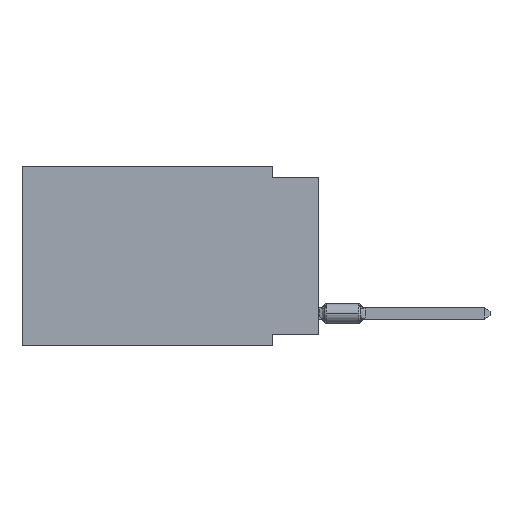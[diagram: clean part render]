
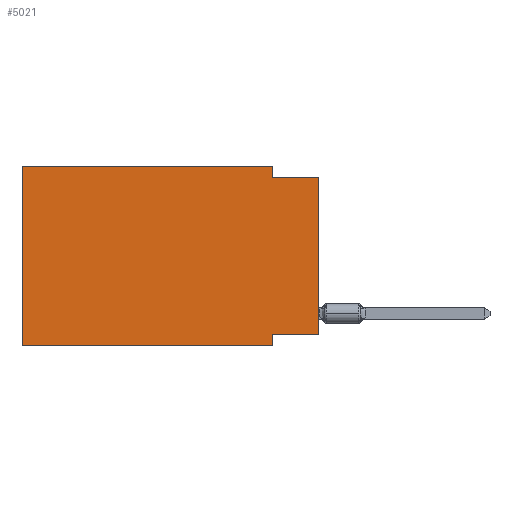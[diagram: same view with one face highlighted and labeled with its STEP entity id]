
A CAD part, left-side view. The second image highlights one B-rep face of the part: STEP entity #5021.
In plain terms, the highlighted planar face has unit normal (-1, 0, 0).
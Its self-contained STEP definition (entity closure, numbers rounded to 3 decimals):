
#34 = VERTEX_POINT ( 'NONE', #5687 ) ;
#616 = FACE_OUTER_BOUND ( 'NONE', #15116, .T. ) ;
#759 = ORIENTED_EDGE ( 'NONE', *, *, #14602, .T. ) ;
#1297 = CARTESIAN_POINT ( 'NONE',  ( 0., 16.383, 0. ) ) ;
#1306 = DIRECTION ( 'NONE',  ( 0., 0., -1. ) ) ;
#1436 = DIRECTION ( 'NONE',  ( 0., -1., 0. ) ) ;
#2004 = PLANE ( 'NONE',  #2492 ) ;
#2492 = AXIS2_PLACEMENT_3D ( 'NONE', #3478, #17880, #13277 ) ;
#2847 = VECTOR ( 'NONE', #14954, 1000. ) ;
#3128 = VECTOR ( 'NONE', #16642, 1000. ) ;
#3421 = VERTEX_POINT ( 'NONE', #8063 ) ;
#3478 = CARTESIAN_POINT ( 'NONE',  ( 0., 16.383, 0. ) ) ;
#3637 = EDGE_CURVE ( 'NONE', #8577, #14350, #10455, .T. ) ;
#3985 = CARTESIAN_POINT ( 'NONE',  ( 0., 2.54, -9.906 ) ) ;
#4593 = LINE ( 'NONE', #8567, #11519 ) ;
#5021 = ADVANCED_FACE ( 'NONE', ( #616 ), #2004, .F. ) ;
#5509 = DIRECTION ( 'NONE',  ( 0., 0., -1. ) ) ;
#5687 = CARTESIAN_POINT ( 'NONE',  ( 0., 2.54, 0. ) ) ;
#6420 = ORIENTED_EDGE ( 'NONE', *, *, #10975, .F. ) ;
#6783 = VECTOR ( 'NONE', #16086, 1000. ) ;
#6863 = LINE ( 'NONE', #16462, #15687 ) ;
#7582 = CARTESIAN_POINT ( 'NONE',  ( 0., 16.383, 0. ) ) ;
#8063 = CARTESIAN_POINT ( 'NONE',  ( 0., 2.54, -0.635 ) ) ;
#8567 = CARTESIAN_POINT ( 'NONE',  ( 0., 0., -9.271 ) ) ;
#8577 = VERTEX_POINT ( 'NONE', #16402 ) ;
#8617 = CARTESIAN_POINT ( 'NONE',  ( 0., 16.383, 0. ) ) ;
#8652 = CARTESIAN_POINT ( 'NONE',  ( 0., 2.54, 0. ) ) ;
#8824 = VERTEX_POINT ( 'NONE', #17585 ) ;
#9023 = VERTEX_POINT ( 'NONE', #16833 ) ;
#9493 = LINE ( 'NONE', #8652, #14128 ) ;
#9733 = EDGE_CURVE ( 'NONE', #34, #3421, #9493, .T. ) ;
#9897 = VECTOR ( 'NONE', #1306, 1000. ) ;
#10035 = ORIENTED_EDGE ( 'NONE', *, *, #3637, .F. ) ;
#10037 = DIRECTION ( 'NONE',  ( 0., 1., 0. ) ) ;
#10455 = LINE ( 'NONE', #7582, #6783 ) ;
#10494 = EDGE_CURVE ( 'NONE', #14350, #34, #10815, .T. ) ;
#10643 = ORIENTED_EDGE ( 'NONE', *, *, #13523, .F. ) ;
#10815 = LINE ( 'NONE', #1297, #3128 ) ;
#10975 = EDGE_CURVE ( 'NONE', #3421, #8824, #13569, .T. ) ;
#11170 = LINE ( 'NONE', #3985, #9897 ) ;
#11337 = CARTESIAN_POINT ( 'NONE',  ( 0., 0., -9.271 ) ) ;
#11519 = VECTOR ( 'NONE', #10037, 1000. ) ;
#12322 = CARTESIAN_POINT ( 'NONE',  ( 0., 2.54, -9.271 ) ) ;
#12356 = CARTESIAN_POINT ( 'NONE',  ( 0., 0., -0.635 ) ) ;
#12642 = ORIENTED_EDGE ( 'NONE', *, *, #9733, .F. ) ;
#12987 = EDGE_CURVE ( 'NONE', #15289, #9023, #11170, .T. ) ;
#13277 = DIRECTION ( 'NONE',  ( 0., 0., -1. ) ) ;
#13499 = VERTEX_POINT ( 'NONE', #11337 ) ;
#13523 = EDGE_CURVE ( 'NONE', #13499, #15289, #4593, .T. ) ;
#13569 = LINE ( 'NONE', #12356, #2847 ) ;
#14102 = LINE ( 'NONE', #16699, #17729 ) ;
#14128 = VECTOR ( 'NONE', #5509, 1000. ) ;
#14338 = ORIENTED_EDGE ( 'NONE', *, *, #14917, .T. ) ;
#14350 = VERTEX_POINT ( 'NONE', #8617 ) ;
#14602 = EDGE_CURVE ( 'NONE', #13499, #8824, #6863, .T. ) ;
#14917 = EDGE_CURVE ( 'NONE', #8577, #9023, #14102, .T. ) ;
#14931 = ORIENTED_EDGE ( 'NONE', *, *, #10494, .F. ) ;
#14954 = DIRECTION ( 'NONE',  ( 0., -1., 0. ) ) ;
#15116 = EDGE_LOOP ( 'NONE', ( #759, #6420, #12642, #14931, #10035, #14338, #16785, #10643 ) ) ;
#15289 = VERTEX_POINT ( 'NONE', #12322 ) ;
#15347 = DIRECTION ( 'NONE',  ( 0., 0., 1. ) ) ;
#15687 = VECTOR ( 'NONE', #15347, 1000. ) ;
#16086 = DIRECTION ( 'NONE',  ( 0., 0., 1. ) ) ;
#16402 = CARTESIAN_POINT ( 'NONE',  ( 0., 16.383, -9.906 ) ) ;
#16462 = CARTESIAN_POINT ( 'NONE',  ( 0., 0., 0. ) ) ;
#16642 = DIRECTION ( 'NONE',  ( 0., -1., 0. ) ) ;
#16699 = CARTESIAN_POINT ( 'NONE',  ( 0., 16.383, -9.906 ) ) ;
#16785 = ORIENTED_EDGE ( 'NONE', *, *, #12987, .F. ) ;
#16833 = CARTESIAN_POINT ( 'NONE',  ( 0., 2.54, -9.906 ) ) ;
#17585 = CARTESIAN_POINT ( 'NONE',  ( 0., 0., -0.635 ) ) ;
#17729 = VECTOR ( 'NONE', #1436, 1000. ) ;
#17880 = DIRECTION ( 'NONE',  ( 1., 0., 0. ) ) ;
